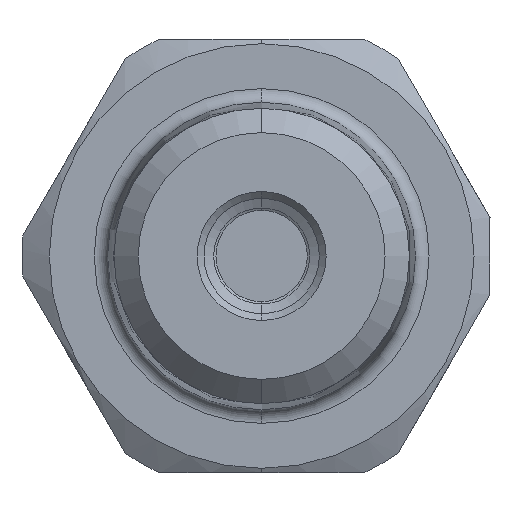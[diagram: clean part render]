
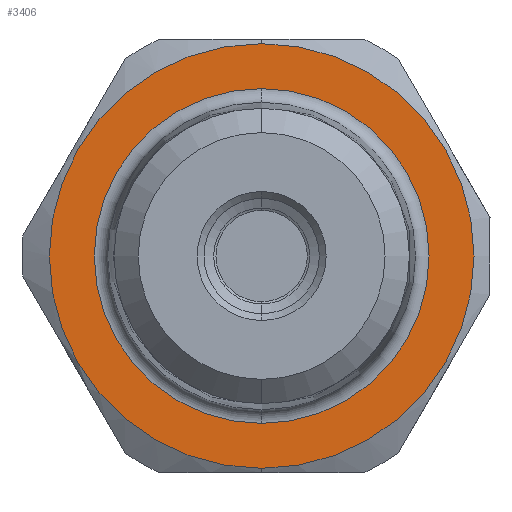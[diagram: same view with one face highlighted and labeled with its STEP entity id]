
A CAD part, front view. The second image highlights one B-rep face of the part: STEP entity #3406.
In plain terms, the highlighted planar face has unit normal (0, -1, 0).
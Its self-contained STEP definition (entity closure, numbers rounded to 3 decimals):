
#85 = ORIENTED_EDGE ( 'NONE', *, *, #7755, .T. ) ;
#374 = VERTEX_POINT ( 'NONE', #5048 ) ;
#587 = PLANE ( 'NONE',  #16415 ) ;
#728 = CIRCLE ( 'NONE', #12465, 9.3 ) ;
#1276 = DIRECTION ( 'NONE',  ( 0., 0., -1. ) ) ;
#1439 = FACE_OUTER_BOUND ( 'NONE', #12651, .T. ) ;
#1857 = CARTESIAN_POINT ( 'NONE',  ( 0., 10., 0. ) ) ;
#2062 = CIRCLE ( 'NONE', #5529, 7.332 ) ;
#3190 = DIRECTION ( 'NONE',  ( 0., 0., -1. ) ) ;
#3406 = ADVANCED_FACE ( 'NONE', ( #4564, #1439 ), #587, .T. ) ;
#4564 = FACE_BOUND ( 'NONE', #14793, .T. ) ;
#4608 = DIRECTION ( 'NONE',  ( 0., -1., 0. ) ) ;
#4719 = VERTEX_POINT ( 'NONE', #10235 ) ;
#5048 = CARTESIAN_POINT ( 'NONE',  ( 0., 10., 7.332 ) ) ;
#5529 = AXIS2_PLACEMENT_3D ( 'NONE', #1857, #11111, #3190 ) ;
#5665 = CARTESIAN_POINT ( 'NONE',  ( 0., 10., 0. ) ) ;
#6091 = EDGE_CURVE ( 'NONE', #374, #14537, #16434, .T. ) ;
#6164 = CARTESIAN_POINT ( 'NONE',  ( 0., 10., 0. ) ) ;
#6566 = CARTESIAN_POINT ( 'NONE',  ( 0., 10., 9.3 ) ) ;
#6797 = ORIENTED_EDGE ( 'NONE', *, *, #11607, .T. ) ;
#6984 = DIRECTION ( 'NONE',  ( 0., 0., -1. ) ) ;
#7508 = DIRECTION ( 'NONE',  ( 0., 0., -1. ) ) ;
#7741 = CIRCLE ( 'NONE', #11248, 9.3 ) ;
#7755 = EDGE_CURVE ( 'NONE', #14537, #374, #2062, .T. ) ;
#8376 = ORIENTED_EDGE ( 'NONE', *, *, #6091, .T. ) ;
#9195 = DIRECTION ( 'NONE',  ( 0., -1., 0. ) ) ;
#9365 = EDGE_CURVE ( 'NONE', #4719, #15933, #728, .T. ) ;
#9851 = CARTESIAN_POINT ( 'NONE',  ( 9.3, 10., 0. ) ) ;
#10235 = CARTESIAN_POINT ( 'NONE',  ( 0., 10., -9.3 ) ) ;
#10667 = CARTESIAN_POINT ( 'NONE',  ( 0., 10., -7.332 ) ) ;
#11111 = DIRECTION ( 'NONE',  ( 0., 1., 0. ) ) ;
#11248 = AXIS2_PLACEMENT_3D ( 'NONE', #5665, #14967, #6984 ) ;
#11607 = EDGE_CURVE ( 'NONE', #15933, #4719, #7741, .T. ) ;
#12465 = AXIS2_PLACEMENT_3D ( 'NONE', #17159, #9195, #1276 ) ;
#12651 = EDGE_LOOP ( 'NONE', ( #6797, #15716 ) ) ;
#13404 = AXIS2_PLACEMENT_3D ( 'NONE', #6164, #15473, #7508 ) ;
#13864 = DIRECTION ( 'NONE',  ( 0., 0., -1. ) ) ;
#14537 = VERTEX_POINT ( 'NONE', #10667 ) ;
#14793 = EDGE_LOOP ( 'NONE', ( #85, #8376 ) ) ;
#14967 = DIRECTION ( 'NONE',  ( 0., -1., 0. ) ) ;
#15473 = DIRECTION ( 'NONE',  ( 0., 1., 0. ) ) ;
#15716 = ORIENTED_EDGE ( 'NONE', *, *, #9365, .T. ) ;
#15933 = VERTEX_POINT ( 'NONE', #6566 ) ;
#16415 = AXIS2_PLACEMENT_3D ( 'NONE', #9851, #4608, #13864 ) ;
#16434 = CIRCLE ( 'NONE', #13404, 7.332 ) ;
#17159 = CARTESIAN_POINT ( 'NONE',  ( 0., 10., 0. ) ) ;
